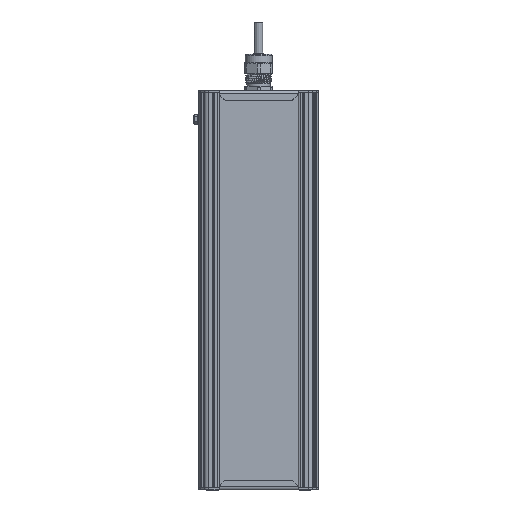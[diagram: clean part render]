
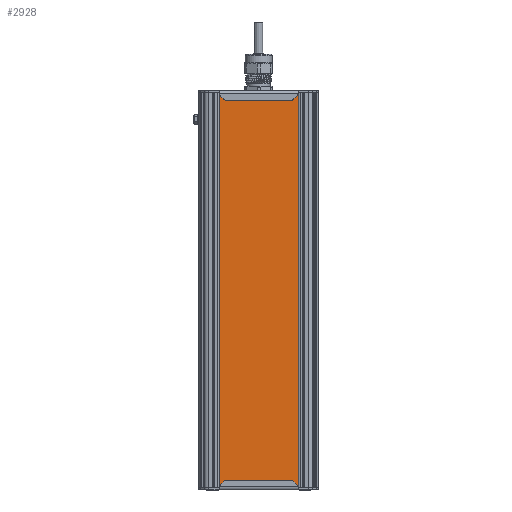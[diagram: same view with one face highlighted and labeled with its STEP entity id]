
A CAD part, front view. The second image highlights one B-rep face of the part: STEP entity #2928.
In plain terms, the highlighted face is planar.
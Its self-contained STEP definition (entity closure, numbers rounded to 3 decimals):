
#2928=ADVANCED_FACE('',(#9496),#9498,.T.);
#9496=FACE_BOUND('',#9497,.T.);
#9497=EDGE_LOOP('',(#34225,#34226,#34227,#34228));
#9498=PLANE('',#9499);
#9499=AXIS2_PLACEMENT_3D('',#9500,#9501,#9502);
#9500=CARTESIAN_POINT('',(120.465,593.492,117.308));
#9501=DIRECTION('',(0.,0.,-1.));
#9502=DIRECTION('',(0.,1.,0.));
#34225=ORIENTED_EDGE('',*,*,#38418,.T.);
#34226=ORIENTED_EDGE('',*,*,#38417,.T.);
#34227=ORIENTED_EDGE('',*,*,#38419,.F.);
#34228=ORIENTED_EDGE('',*,*,#38420,.F.);
#38417=EDGE_CURVE('',#41580,#41585,#41587,.T.);
#38418=EDGE_CURVE('',#41588,#41580,#41589,.T.);
#38419=EDGE_CURVE('',#41590,#41585,#41591,.T.);
#38420=EDGE_CURVE('',#41588,#41590,#41592,.T.);
#41580=VERTEX_POINT('',#51699);
#41585=VERTEX_POINT('',#51708);
#41587=LINE('',#51712,#51713);
#41588=VERTEX_POINT('',#51715);
#41589=LINE('',#51716,#51717);
#41590=VERTEX_POINT('',#51719);
#41591=LINE('',#51720,#51721);
#41592=LINE('',#51723,#51724);
#51699=CARTESIAN_POINT('',(120.465,679.838,117.308));
#51708=CARTESIAN_POINT('',(491.465,679.838,117.308));
#51712=CARTESIAN_POINT('',(120.465,679.838,117.308));
#51713=VECTOR('',#51714,1.);
#51714=DIRECTION('',(1.,0.,0.));
#51715=CARTESIAN_POINT('',(120.465,593.492,117.308));
#51716=CARTESIAN_POINT('',(120.465,593.492,117.308));
#51717=VECTOR('',#51718,1.);
#51718=DIRECTION('',(0.,1.,0.));
#51719=CARTESIAN_POINT('',(491.465,593.492,117.308));
#51720=CARTESIAN_POINT('',(491.465,593.492,117.308));
#51721=VECTOR('',#51722,1.);
#51722=DIRECTION('',(0.,1.,0.));
#51723=CARTESIAN_POINT('',(120.465,593.492,117.308));
#51724=VECTOR('',#51725,1.);
#51725=DIRECTION('',(1.,0.,0.));
